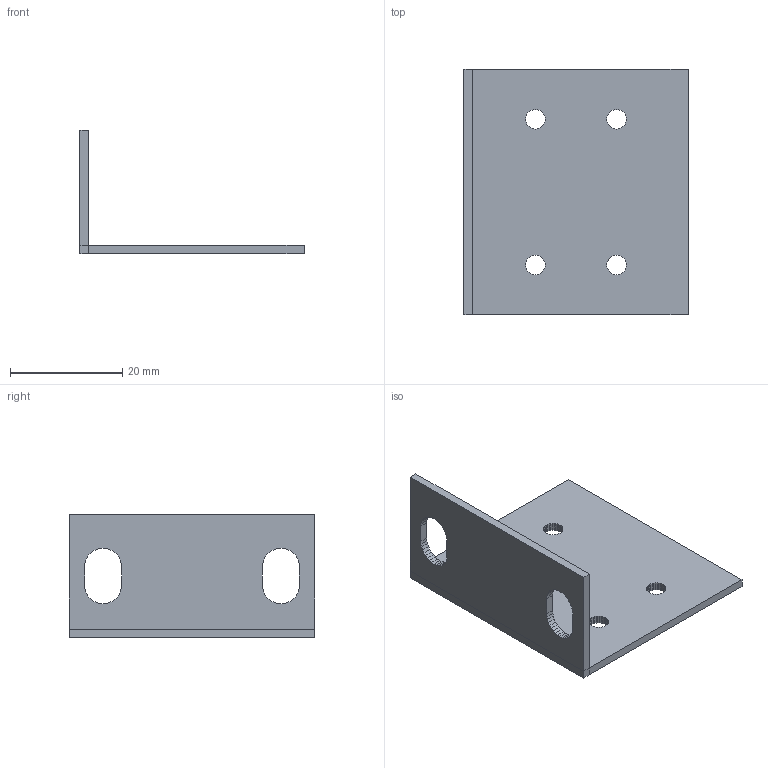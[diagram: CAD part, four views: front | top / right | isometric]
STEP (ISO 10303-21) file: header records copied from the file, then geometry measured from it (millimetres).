
FILE_DESCRIPTION(('FreeCAD Model'),'2;1');
FILE_NAME('rackmount.step', '2020-05-15T17:06:23',('Author'),(''), 'Open CASCADE STEP processor 7.0','FreeCAD','Unknown');
FILE_SCHEMA(('AUTOMOTIVE_DESIGN { 1 0 10303 214 1 1 1 1 }'));
Length unit declared in the file: millimetre
Products named in the file (1): union004
Bounding box: 40 x 43.8 x 22 mm (x, y, z)
Volume: 3750 mm3; surface area: 5460.7 mm2
Topology: 1 solids, 1 shells, 234 faces, 688 edges, 456 vertices
Faces by surface type: plane 234
Entity records: 17344 total; most frequent: CARTESIAN_POINT 3637, DIRECTION 1652, ORIENTED_EDGE 1376, PCURVE 1376, DEFINITIONAL_REPRESENTATION 1376, LINE 1182, VECTOR 1182, B_SPLINE_CURVE_WITH_KNOTS 882
